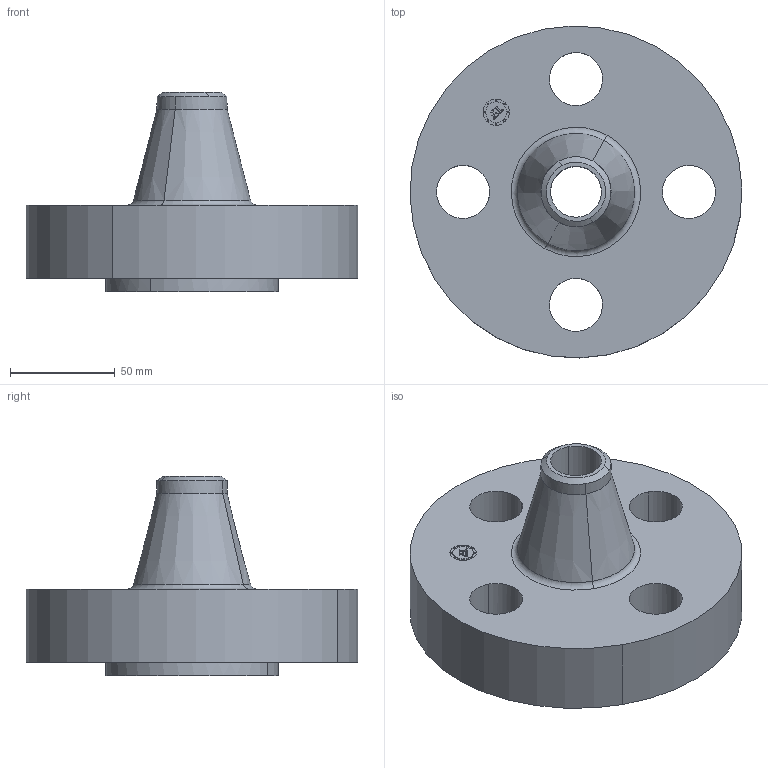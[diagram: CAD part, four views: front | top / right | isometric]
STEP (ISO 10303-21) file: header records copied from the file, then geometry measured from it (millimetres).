
FILE_DESCRIPTION(('3D STEP'),'2;1');
FILE_NAME('1-2500-WELD-NECK-RTJ-80-FLANGE.stp','2013-03-16T09:03:01+00:00',('Texas Flange'),(''),'CATIA Version 5 Release 20 SP 6 (IN-10)','CATIA V5 STEP AP214','800-826-3801');
FILE_SCHEMA(('AUTOMOTIVE_DESIGN { 1 0 10303 214 1 1 1 1 }'));
Length unit declared in the file: inch
Products named in the file (1): 1-2500-WELD-NECK-RTJ-80-FLANGE
Bounding box: 158.71 x 158.71 x 95.25 mm (x, y, z)
Volume: 687950.5 mm3; surface area: 79437 mm2
Topology: 1 solids, 1 shells, 421 faces, 1194 edges, 792 vertices
Faces by surface type: plane 371, cylinder 36, cone 8, torus 6
Entity records: 15774 total; most frequent: ORIENTED_EDGE 2388, CARTESIAN_POINT 2357, DIRECTION 1934, EDGE_CURVE 1194, VECTOR 1088, LINE 1088, VERTEX_POINT 792, AXIS2_PLACEMENT_3D 477
